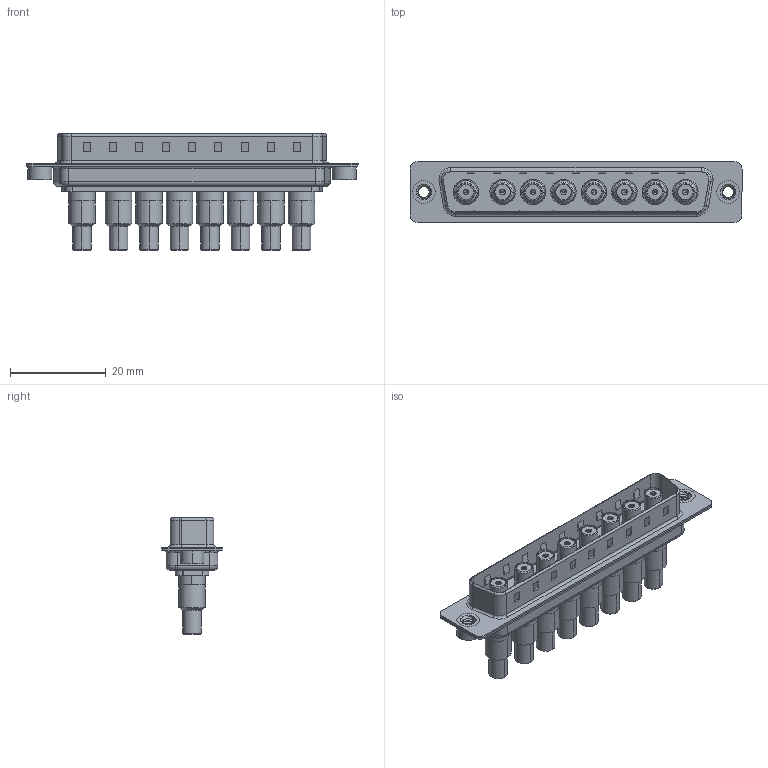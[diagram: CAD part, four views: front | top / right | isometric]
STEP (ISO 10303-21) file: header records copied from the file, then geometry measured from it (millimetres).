
FILE_DESCRIPTION (( 'STEP AP203' ), '1' );
FILE_NAME ('627-8W8-622-7T2.STEP', '2019-05-28T04:54:04', ( '' ), ( '' ), 'SwSTEP 2.0', 'SolidWorks 2016', '' );
FILE_SCHEMA (( 'CONFIG_CONTROL_DESIGN' ));
Length unit declared in the file: millimetre
Products named in the file (12): 627Combo Shell Front_37 Contacts; Locking Collar; 627Combo Housing_8W8; Co-Ax Jack_Solder Cup Tail; Insulator Socket; Co-Ax Jack Assy_SC; Insulator Socket 2; 627Combo Shell Rear_37 Contacts; 627-8W8-622-7T2; 627Combo Threaded Rivet_2; Solder Cover; Socket_Solder Cup
Assembly tree (19 placements, depth 3):
  627-8W8-622-7T2
    627Combo Housing_8W8
    627Combo Shell Rear_37 Contacts
    627Combo Shell Front_37 Contacts
    627Combo Threaded Rivet_2  x2
    Co-Ax Jack Assy_SC  x8
      Co-Ax Jack_Solder Cup Tail
      Insulator Socket
      Insulator Socket 2
      Locking Collar
      Socket_Solder Cup
      Solder Cover
Bounding box: 69.3 x 12.6 x 24.3 mm (x, y, z)
Volume: 4798.1 mm3; surface area: 15918 mm2
Topology: 53 solids, 53 shells, 1452 faces, 3369 edges, 2074 vertices
Faces by surface type: cylinder 653, plane 523, cone 172, torus 82, bspline 22
Entity records: 19243 total; most frequent: CARTESIAN_POINT 4417, DIRECTION 2909, ORIENTED_EDGE 2686, EDGE_CURVE 1343, AXIS2_PLACEMENT_3D 1065, VERTEX_POINT 846, VECTOR 779, LINE 779
